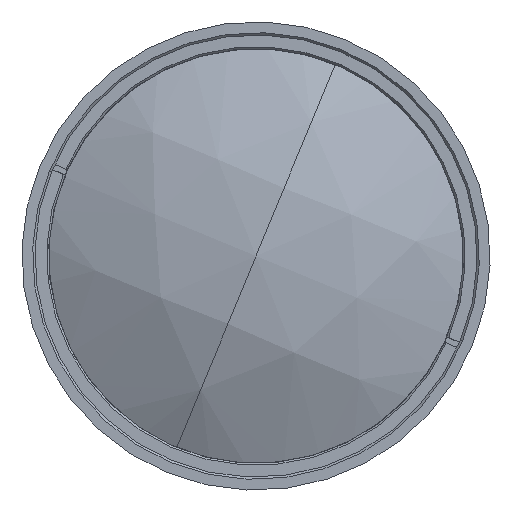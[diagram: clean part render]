
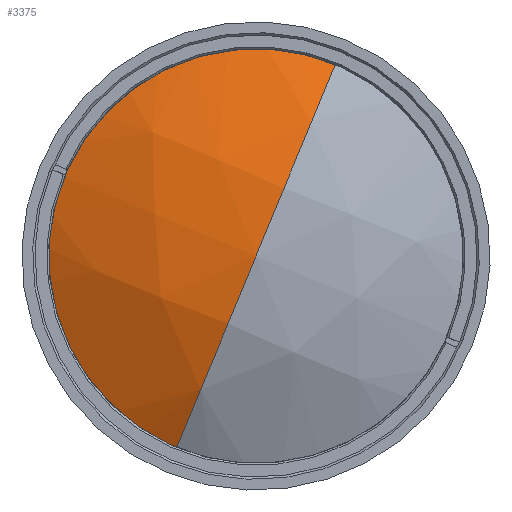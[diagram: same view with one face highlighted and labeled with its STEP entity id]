
A CAD part, left-side view. The second image highlights one B-rep face of the part: STEP entity #3375.
In plain terms, the highlighted free-form (B-spline) face has degree [3, 3] with [4, 4] control points.
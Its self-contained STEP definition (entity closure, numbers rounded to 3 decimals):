
#109 = AXIS2_PLACEMENT_3D ( 'NONE', #9188, #4584, #19244 ) ;
#249 = VERTEX_POINT ( 'NONE', #15386 ) ;
#1270 =( BOUNDED_SURFACE ( )  B_SPLINE_SURFACE ( 3, 3, ( 
 ( #12472, #2650, #10661, #2334 ),
 ( #2543, #8857, #5653, #10760 ),
 ( #20535, #4358, #5878, #17268 ),
 ( #15671, #17385, #21135, #6277 ) ),
 .UNSPECIFIED., .F., .F., .F. ) 
 B_SPLINE_SURFACE_WITH_KNOTS ( ( 4, 4 ),
 ( 4, 4 ),
 ( 0., 1. ),
 ( 0., 1. ),
 .UNSPECIFIED. ) 
 GEOMETRIC_REPRESENTATION_ITEM ( )  RATIONAL_B_SPLINE_SURFACE ( (
 ( 1., 0.979, 0.979, 1.),
 ( 0.916, 0.896, 0.896, 0.916),
 ( 0.916, 0.896, 0.896, 0.916),
 ( 1., 0.979, 0.979, 1.) ) ) 
 REPRESENTATION_ITEM ( '' )  SURFACE ( )  );
#1473 = AXIS2_PLACEMENT_3D ( 'NONE', #3240, #8037, #5048 ) ;
#2334 = CARTESIAN_POINT ( 'NONE',  ( -267.405, 68.259, -34.147 ) ) ;
#2543 = CARTESIAN_POINT ( 'NONE',  ( -300.789, 8.012, -19.391 ) ) ;
#2650 = CARTESIAN_POINT ( 'NONE',  ( -280.342, 38.274, -46.535 ) ) ;
#3240 = CARTESIAN_POINT ( 'NONE',  ( -280.688, 0., 0. ) ) ;
#3290 = ORIENTED_EDGE ( 'NONE', *, *, #14437, .T. ) ;
#3375 = ADVANCED_FACE ( 'NONE', ( #7569 ), #1270, .T. ) ;
#3754 = CARTESIAN_POINT ( 'NONE',  ( -280.688, -21.765, 52.681 ) ) ;
#4358 = CARTESIAN_POINT ( 'NONE',  ( -300.789, 11.481, 27.444 ) ) ;
#4436 = VERTEX_POINT ( 'NONE', #3754 ) ;
#4584 = DIRECTION ( 'NONE',  ( -1., 0., 0. ) ) ;
#4865 = VERTEX_POINT ( 'NONE', #20684 ) ;
#4892 = CIRCLE ( 'NONE', #109, 57. ) ;
#5048 = DIRECTION ( 'NONE',  ( 0., -0.924, -0.382 ) ) ;
#5653 = CARTESIAN_POINT ( 'NONE',  ( -295.511, 46.376, -3.541 ) ) ;
#5878 = CARTESIAN_POINT ( 'NONE',  ( -295.511, 30.352, 35.241 ) ) ;
#6277 = CARTESIAN_POINT ( 'NONE',  ( -267.405, 24.252, 72.369 ) ) ;
#7569 = FACE_OUTER_BOUND ( 'NONE', #20516, .T. ) ;
#8037 = DIRECTION ( 'NONE',  ( -1., 0., 0. ) ) ;
#8857 = CARTESIAN_POINT ( 'NONE',  ( -300.789, 27.504, -11.338 ) ) ;
#9188 = CARTESIAN_POINT ( 'NONE',  ( -280.688, 0., 0. ) ) ;
#10661 = CARTESIAN_POINT ( 'NONE',  ( -275.936, 54.027, -40.027 ) ) ;
#10760 = CARTESIAN_POINT ( 'NONE',  ( -285.29, 63.426, 3.504 ) ) ;
#11522 = CARTESIAN_POINT ( 'NONE',  ( -177.073, 0., 0. ) ) ;
#12472 = CARTESIAN_POINT ( 'NONE',  ( -280.342, 22.004, -53.258 ) ) ;
#12706 = CIRCLE ( 'NONE', #15421, 118.259 ) ;
#13049 = CIRCLE ( 'NONE', #1473, 57. ) ;
#14037 = EDGE_CURVE ( 'NONE', #249, #4865, #13049, .T. ) ;
#14283 = EDGE_CURVE ( 'NONE', #4865, #4436, #12706, .T. ) ;
#14437 = EDGE_CURVE ( 'NONE', #4436, #249, #4892, .T. ) ;
#15386 = CARTESIAN_POINT ( 'NONE',  ( -280.688, 52.681, 21.765 ) ) ;
#15421 = AXIS2_PLACEMENT_3D ( 'NONE', #11522, #18053, #17746 ) ;
#15671 = CARTESIAN_POINT ( 'NONE',  ( -280.342, -22.004, 53.258 ) ) ;
#17268 = CARTESIAN_POINT ( 'NONE',  ( -285.29, 47.402, 42.286 ) ) ;
#17385 = CARTESIAN_POINT ( 'NONE',  ( -280.342, -5.733, 59.98 ) ) ;
#17746 = DIRECTION ( 'NONE',  ( 0., 0.382, -0.924 ) ) ;
#18053 = DIRECTION ( 'NONE',  ( 0., 0.924, 0.382 ) ) ;
#18437 = ORIENTED_EDGE ( 'NONE', *, *, #14037, .T. ) ;
#19244 = DIRECTION ( 'NONE',  ( 0., -0.924, -0.382 ) ) ;
#20344 = ORIENTED_EDGE ( 'NONE', *, *, #14283, .T. ) ;
#20516 = EDGE_LOOP ( 'NONE', ( #18437, #20344, #3290 ) ) ;
#20535 = CARTESIAN_POINT ( 'NONE',  ( -300.789, -8.012, 19.391 ) ) ;
#20684 = CARTESIAN_POINT ( 'NONE',  ( -280.688, 21.765, -52.681 ) ) ;
#21135 = CARTESIAN_POINT ( 'NONE',  ( -275.936, 10.02, 66.488 ) ) ;
